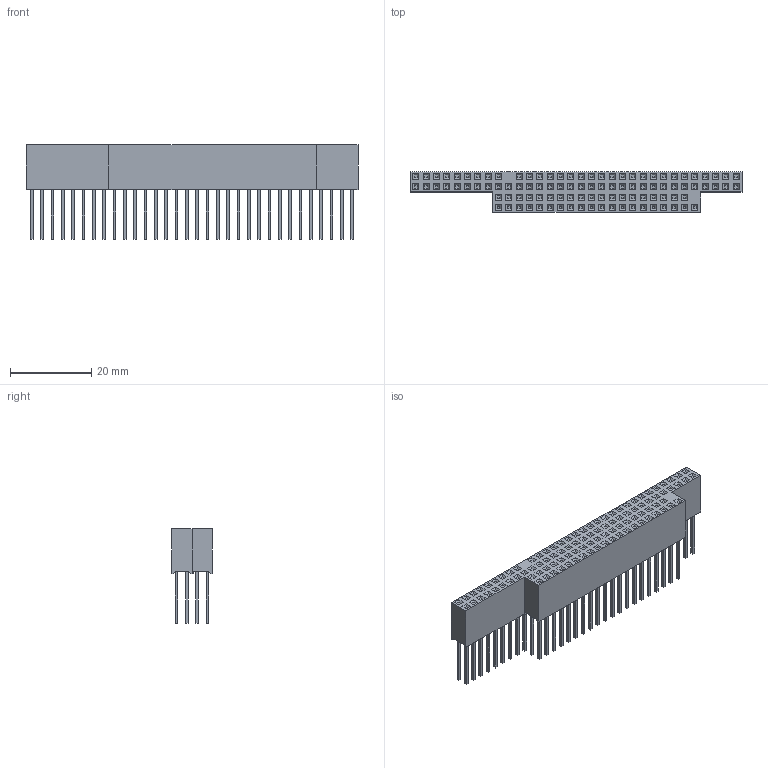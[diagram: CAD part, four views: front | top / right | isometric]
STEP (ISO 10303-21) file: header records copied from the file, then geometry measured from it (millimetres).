
FILE_DESCRIPTION((''),'2;1');
FILE_NAME('C-1375795-01-3','2007-09-04T',('workeradm'),('Tyco Electronics Corporation'),'PRO/ENGINEER BY PARAMETRIC TECHNOLOGY CORPORATION, 2005450','PRO/ENGINEER BY PARAMETRIC TECHNOLOGY CORPORATION, 2005450','');
FILE_SCHEMA(('CONFIG_CONTROL_DESIGN', 'GEOMETRIC_VALIDATION_PROPERTIES_MIM'));
Length unit declared in the file: millimetre
Products named in the file (1): C-1375795-01-3
Bounding box: 81.6 x 9.9 x 23.32 mm (x, y, z)
Volume: 7488.4 mm3; surface area: 6801.8 mm2
Topology: 1 solids, 1 shells, 1038 faces, 2649 edges, 1766 vertices
Faces by surface type: plane 1038
Entity records: 20248 total; most frequent: ORIENTED_EDGE 5298, LINE 2649, EDGE_CURVE 2649, CARTESIAN_POINT 2385, VERTEX_POINT 1766, EDGE_LOOP 1191, FACE_OUTER_BOUND 1038, ADVANCED_FACE 1038
